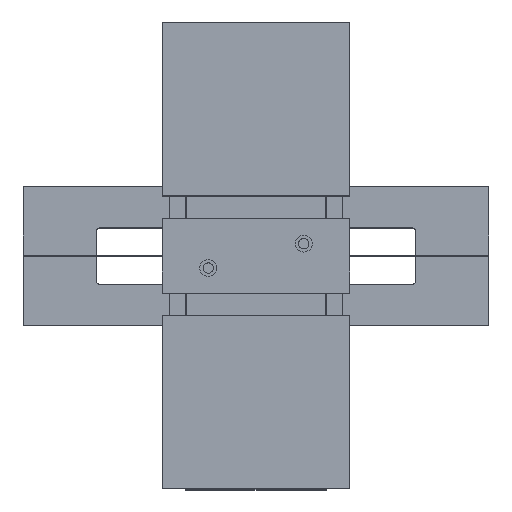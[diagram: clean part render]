
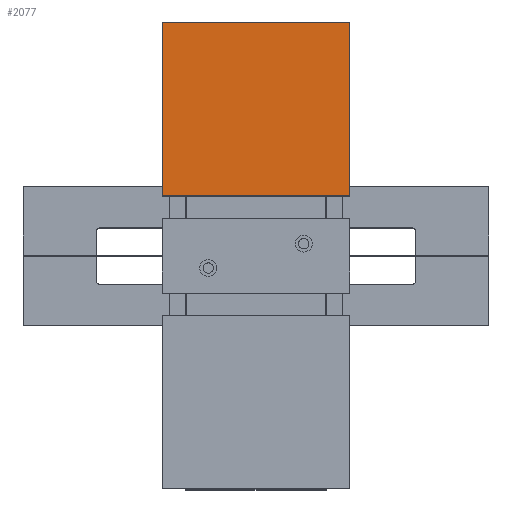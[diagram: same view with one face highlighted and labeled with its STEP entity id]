
A CAD part, top view. The second image highlights one B-rep face of the part: STEP entity #2077.
In plain terms, the highlighted planar face has unit normal (0, 0, 1).
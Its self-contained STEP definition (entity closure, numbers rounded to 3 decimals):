
#2077 = ADVANCED_FACE( '', ( #5460 ), #5461, .T. );
#5460 = FACE_OUTER_BOUND( '', #9431, .T. );
#5461 = PLANE( '', #9432 );
#9431 = EDGE_LOOP( '', ( #23860, #23861, #23862, #23863 ) );
#9432 = AXIS2_PLACEMENT_3D( '', #23864, #23865, #23866 );
#23860 = ORIENTED_EDGE( '', *, *, #29585, .T. );
#23861 = ORIENTED_EDGE( '', *, *, #29622, .T. );
#23862 = ORIENTED_EDGE( '', *, *, #29626, .T. );
#23863 = ORIENTED_EDGE( '', *, *, #29617, .T. );
#23864 = CARTESIAN_POINT( '', ( -92.5, -100., 59. ) );
#23865 = DIRECTION( '', ( 0., 0., 1. ) );
#23866 = DIRECTION( '', ( 1., 0., 0. ) );
#29585 = EDGE_CURVE( '', #36694, #36692, #36695, .T. );
#29617 = EDGE_CURVE( '', #36751, #36694, #36752, .T. );
#29622 = EDGE_CURVE( '', #36692, #36758, #36760, .T. );
#29626 = EDGE_CURVE( '', #36758, #36751, #36766, .T. );
#36692 = VERTEX_POINT( '', #50791 );
#36694 = VERTEX_POINT( '', #50794 );
#36695 = LINE( '', #50795, #50796 );
#36751 = VERTEX_POINT( '', #50872 );
#36752 = LINE( '', #50873, #50874 );
#36758 = VERTEX_POINT( '', #50882 );
#36760 = LINE( '', #50885, #50886 );
#36766 = LINE( '', #50894, #50895 );
#50791 = CARTESIAN_POINT( '', ( -92.5, -100., 59. ) );
#50794 = CARTESIAN_POINT( '', ( -92.5, 100., 59. ) );
#50795 = CARTESIAN_POINT( '', ( -92.5, 100., 59. ) );
#50796 = VECTOR( '', #56507, 1000. );
#50872 = CARTESIAN_POINT( '', ( 92.5, 100., 59. ) );
#50873 = CARTESIAN_POINT( '', ( 92.5, 100., 59. ) );
#50874 = VECTOR( '', #56561, 1000. );
#50882 = CARTESIAN_POINT( '', ( 92.5, -100., 59. ) );
#50885 = CARTESIAN_POINT( '', ( -92.5, -100., 59. ) );
#50886 = VECTOR( '', #56568, 1000. );
#50894 = CARTESIAN_POINT( '', ( 92.5, -100., 59. ) );
#50895 = VECTOR( '', #56574, 1000. );
#56507 = DIRECTION( '', ( 0., -1., 0. ) );
#56561 = DIRECTION( '', ( -1., 0., 0. ) );
#56568 = DIRECTION( '', ( 1., 0., 0. ) );
#56574 = DIRECTION( '', ( 0., 1., 0. ) );
